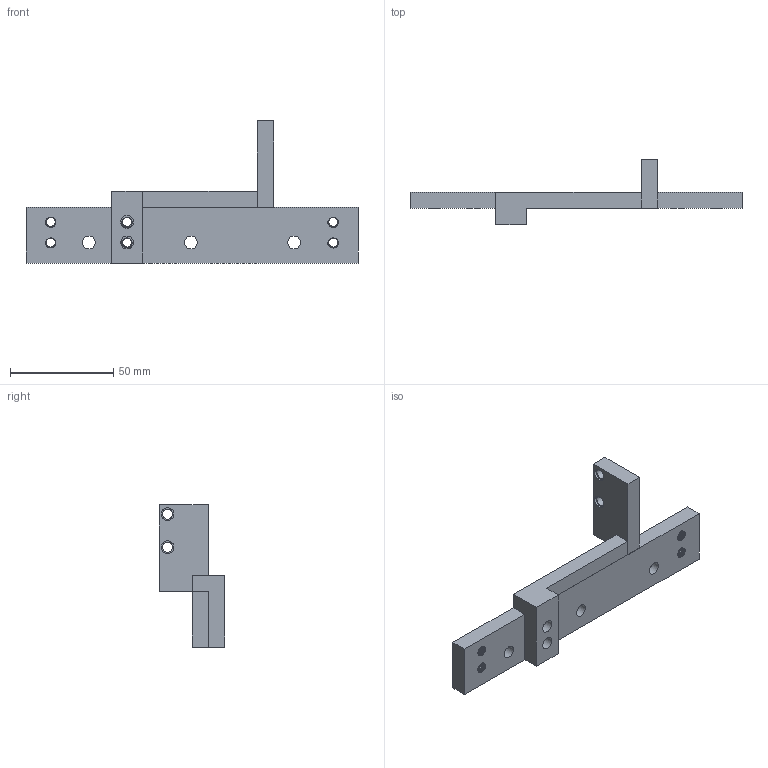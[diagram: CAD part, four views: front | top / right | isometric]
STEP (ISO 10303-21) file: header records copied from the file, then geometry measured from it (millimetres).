
FILE_DESCRIPTION(/* description */ (''),/* implementation_level */ '2;1');
FILE_NAME(/* name */ 'Color holder v3.step',/* time_stamp */ '2022-12-06T00:15:34-05:00',/* author */ (''),/* organization */ (''),/* preprocessor_version */ 'ST-DEVELOPER v19.2',/* originating_system */ 'Autodesk Translation Framework v11.17.0.187',/* authorisation */ '');
FILE_SCHEMA (('AUTOMOTIVE_DESIGN { 1 0 10303 214 3 1 1 }'));
Length unit declared in the file: millimetre
Products named in the file (3): Color holder; Left; Holder
Assembly tree (2 placements, depth 2):
  Color holder
    Left
    Holder
Bounding box: 161 x 31.57 x 69 mm (x, y, z)
Volume: 48188.7 mm3; surface area: 20123.5 mm2
Topology: 2 solids, 2 shells, 180 faces, 513 edges, 341 vertices
Faces by surface type: cylinder 143, plane 25, bspline 12
Full cylindrical faces by diameter (mm): 4.434 x39, 4.9 x2, 5.32 x44, 6.2 x9
Entity records: 17276 total; most frequent: CARTESIAN_POINT 13011, ORIENTED_EDGE 1026, DIRECTION 617, EDGE_CURVE 513, VERTEX_POINT 341, B_SPLINE_CURVE_WITH_KNOTS 288, AXIS2_PLACEMENT_3D 219, EDGE_LOOP 210
